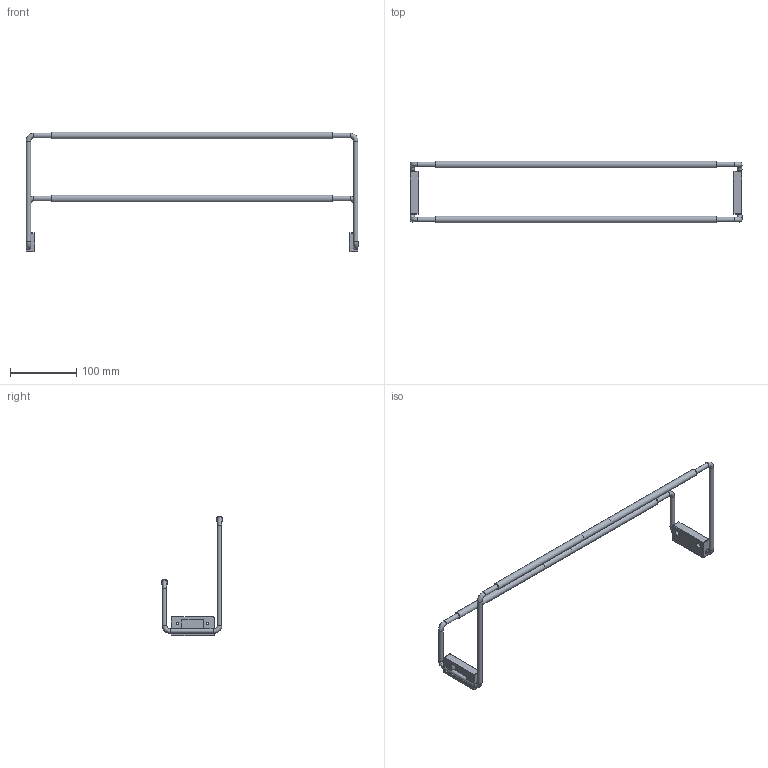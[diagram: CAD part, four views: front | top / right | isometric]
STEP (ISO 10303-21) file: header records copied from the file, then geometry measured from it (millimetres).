
FILE_DESCRIPTION((''),'2;1');
FILE_NAME('ZAPATERO EXTENSIBLE 2017.stp','2022-02-24T12:49:16',('rborque'),(''),'Autodesk Inventor 2010','Autodesk Inventor 2010','');
FILE_SCHEMA(('AUTOMOTIVE_DESIGN { 1 0 10303 214 1 1 1 1 }'));
Length unit declared in the file: millimetre
Products named in the file (5): ZAPATERO EXTENSIBLE 2017; Estructura DCHA ZAPATERO EXT PEQ; Estructura IZDA ZAPATERO EXT PEQ; Tubo de extension 422; S0010007 brida
Assembly tree (6 placements, depth 2):
  ZAPATERO EXTENSIBLE 2017
    Estructura DCHA ZAPATERO EXT PEQ
    Estructura IZDA ZAPATERO EXT PEQ
    Tubo de extension 422  x2
    S0010007 brida  x2
Bounding box: 500 x 92.99 x 180.49 mm (x, y, z)
Volume: 112657.7 mm3; surface area: 95953.4 mm2
Topology: 6 solids, 6 shells, 106 faces, 238 edges, 136 vertices
Faces by surface type: plane 34, cylinder 29, bspline 25, sphere 8, cone 6, torus 4
Full cylindrical faces by diameter (mm): 7 x5, 8 x2, 10 x2
Entity records: 2213 total; most frequent: CARTESIAN_POINT 806, DIRECTION 278, ORIENTED_EDGE 208, AXIS2_PLACEMENT_3D 116, EDGE_CURVE 104, EDGE_LOOP 104, VERTEX_POINT 78, FACE_OUTER_BOUND 66
